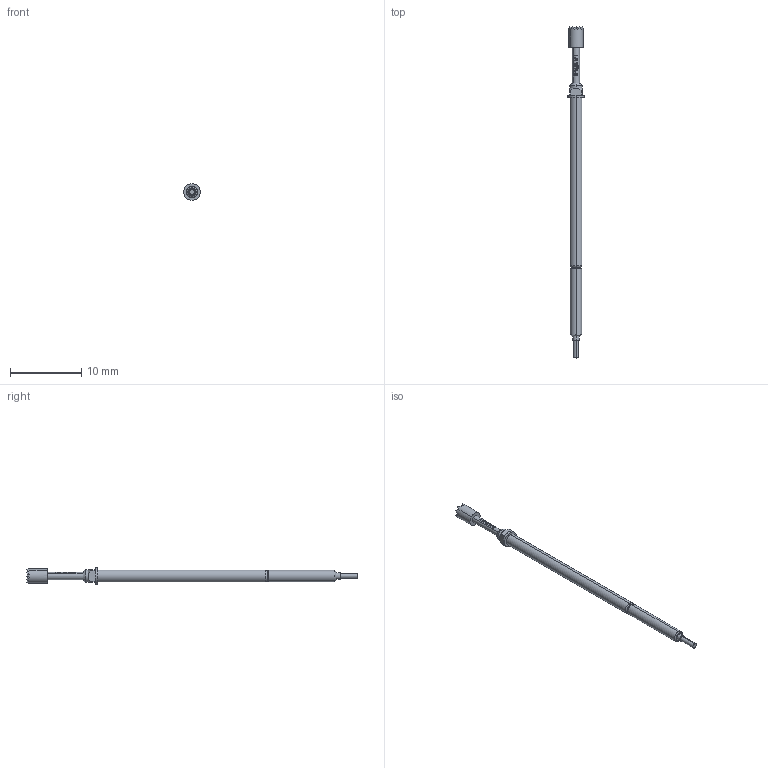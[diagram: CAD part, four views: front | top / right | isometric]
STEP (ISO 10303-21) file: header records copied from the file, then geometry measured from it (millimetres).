
FILE_DESCRIPTION (( 'STEP AP203' ), '1' );
FILE_NAME ('INGUN_SKS-215_306_200_A_xx02_M.STEP', '2022-02-18T10:01:08', ( 'ochi' ), ( '' ), 'SwSTEP 2.0', 'SolidWorks 2018', '' );
FILE_SCHEMA (( 'CONFIG_CONTROL_DESIGN' ));
Length unit declared in the file: millimetre
Products named in the file (1): INGUN_SKS-215_306_200_A_xx02_M
Bounding box: 2.3 x 46.5 x 2.3 mm (x, y, z)
Volume: 89.1 mm3; surface area: 238.6 mm2
Topology: 1 solids, 1 shells, 166 faces, 384 edges, 231 vertices
Faces by surface type: plane 110, bspline 22, cylinder 22, cone 8, torus 4
Entity records: 4969 total; most frequent: CARTESIAN_POINT 1426, ORIENTED_EDGE 768, DIRECTION 638, EDGE_CURVE 384, AXIS2_PLACEMENT_3D 235, VERTEX_POINT 231, EDGE_LOOP 177, VECTOR 168
